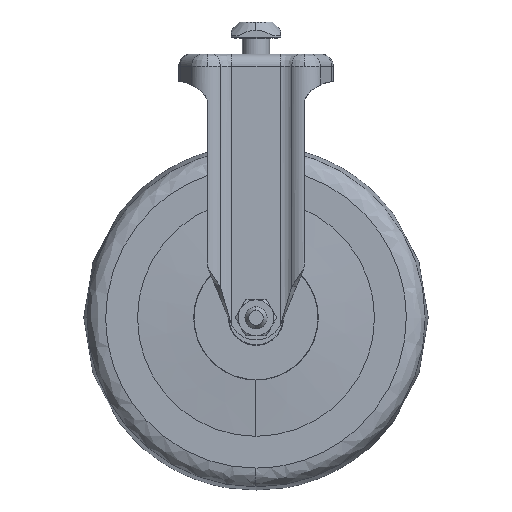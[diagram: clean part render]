
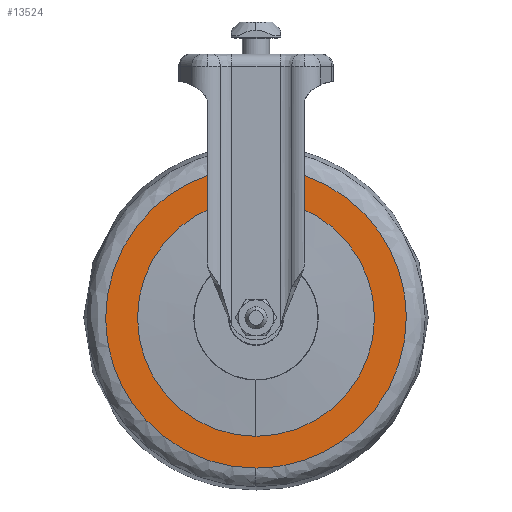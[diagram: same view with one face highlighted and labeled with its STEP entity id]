
A CAD part, front view. The second image highlights one B-rep face of the part: STEP entity #13524.
In plain terms, the highlighted planar face has unit normal (0, -1, 0).
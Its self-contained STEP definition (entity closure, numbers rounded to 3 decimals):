
#4 = EDGE_LOOP ( 'NONE', ( #2480, #15509 ) ) ;
#139 = CARTESIAN_POINT ( 'NONE',  ( 31.878, -16., -149.919 ) ) ;
#192 = AXIS2_PLACEMENT_3D ( 'NONE', #7687, #15424, #2374 ) ;
#712 = EDGE_CURVE ( 'NONE', #13968, #3222, #17002, .T. ) ;
#971 = AXIS2_PLACEMENT_3D ( 'NONE', #7738, #14271, #11536 ) ;
#1052 = CARTESIAN_POINT ( 'NONE',  ( 54.419, -16., -63.622 ) ) ;
#1160 = CARTESIAN_POINT ( 'NONE',  ( -31.878, -16., -149.919 ) ) ;
#1362 = CARTESIAN_POINT ( 'NONE',  ( 0., -16., -95.5 ) ) ;
#1753 = CARTESIAN_POINT ( 'NONE',  ( 0., -16., -138.417 ) ) ;
#1791 = CARTESIAN_POINT ( 'NONE',  ( 0., -16., -41.081 ) ) ;
#1917 = ORIENTED_EDGE ( 'NONE', *, *, #13634, .F. ) ;
#2374 = DIRECTION ( 'NONE',  ( 0., 0., 1. ) ) ;
#2480 = ORIENTED_EDGE ( 'NONE', *, *, #11638, .F. ) ;
#2806 = CARTESIAN_POINT ( 'NONE',  ( -54.419, -16., -63.622 ) ) ;
#3222 = VERTEX_POINT ( 'NONE', #1791 ) ;
#3325 = FACE_OUTER_BOUND ( 'NONE', #4243, .T. ) ;
#3453 = EDGE_CURVE ( 'NONE', #10889, #13968, #6717, .T. ) ;
#3762 = CARTESIAN_POINT ( 'NONE',  ( 0., -16., -41.081 ) ) ;
#4148 = CARTESIAN_POINT ( 'NONE',  ( -54.419, -16., -95.5 ) ) ;
#4243 = EDGE_LOOP ( 'NONE', ( #15134, #4300, #1917, #12272 ) ) ;
#4300 = ORIENTED_EDGE ( 'NONE', *, *, #11670, .F. ) ;
#4623 = VERTEX_POINT ( 'NONE', #11548 ) ;
#4941 = AXIS2_PLACEMENT_3D ( 'NONE', #1362, #13059, #14454 ) ;
#5185 = CARTESIAN_POINT ( 'NONE',  ( 0., -16., -52.583 ) ) ;
#5191 = CARTESIAN_POINT ( 'NONE',  ( 0., -16., -149.919 ) ) ;
#5506 = CARTESIAN_POINT ( 'NONE',  ( 0., -16., -149.919 ) ) ;
#5609 = CIRCLE ( 'NONE', #4941, 42.917 ) ;
#6340 = CARTESIAN_POINT ( 'NONE',  ( -54.419, -16., -95.5 ) ) ;
#6413 =( BOUNDED_CURVE ( )  B_SPLINE_CURVE ( 3, ( #3762, #12977, #1052, #10265 ),
 .UNSPECIFIED., .F., .F. ) 
 B_SPLINE_CURVE_WITH_KNOTS ( ( 4, 4 ),
 ( 0., 1. ),
 .UNSPECIFIED. ) 
 CURVE ( )  GEOMETRIC_REPRESENTATION_ITEM ( )  RATIONAL_B_SPLINE_CURVE ( ( 1., 0.805, 0.805, 1. ) ) 
 REPRESENTATION_ITEM ( '' )  );
#6449 = CIRCLE ( 'NONE', #192, 42.917 ) ;
#6717 =( BOUNDED_CURVE ( )  B_SPLINE_CURVE ( 3, ( #11764, #1160, #11829, #6340 ),
 .UNSPECIFIED., .F., .F. ) 
 B_SPLINE_CURVE_WITH_KNOTS ( ( 4, 4 ),
 ( 0., 1. ),
 .UNSPECIFIED. ) 
 CURVE ( )  GEOMETRIC_REPRESENTATION_ITEM ( )  RATIONAL_B_SPLINE_CURVE ( ( 1., 0.805, 0.805, 1. ) ) 
 REPRESENTATION_ITEM ( '' )  );
#6848 = FACE_BOUND ( 'NONE', #4, .T. ) ;
#7687 = CARTESIAN_POINT ( 'NONE',  ( 0., -16., -95.5 ) ) ;
#7738 = CARTESIAN_POINT ( 'NONE',  ( 0., -16., -95.5 ) ) ;
#8361 =( BOUNDED_CURVE ( )  B_SPLINE_CURVE ( 3, ( #14404, #12200, #139, #5506 ),
 .UNSPECIFIED., .F., .F. ) 
 B_SPLINE_CURVE_WITH_KNOTS ( ( 4, 4 ),
 ( 0., 1. ),
 .UNSPECIFIED. ) 
 CURVE ( )  GEOMETRIC_REPRESENTATION_ITEM ( )  RATIONAL_B_SPLINE_CURVE ( ( 1., 0.805, 0.805, 1. ) ) 
 REPRESENTATION_ITEM ( '' )  );
#9356 = VERTEX_POINT ( 'NONE', #5185 ) ;
#10213 = PLANE ( 'NONE',  #971 ) ;
#10265 = CARTESIAN_POINT ( 'NONE',  ( 54.419, -16., -95.5 ) ) ;
#10667 = VERTEX_POINT ( 'NONE', #1753 ) ;
#10889 = VERTEX_POINT ( 'NONE', #5191 ) ;
#11536 = DIRECTION ( 'NONE',  ( 0., 0., 1. ) ) ;
#11548 = CARTESIAN_POINT ( 'NONE',  ( 54.419, -16., -95.5 ) ) ;
#11638 = EDGE_CURVE ( 'NONE', #9356, #10667, #5609, .T. ) ;
#11670 = EDGE_CURVE ( 'NONE', #4623, #10889, #8361, .T. ) ;
#11764 = CARTESIAN_POINT ( 'NONE',  ( 0., -16., -149.919 ) ) ;
#11829 = CARTESIAN_POINT ( 'NONE',  ( -54.419, -16., -127.378 ) ) ;
#12053 = CARTESIAN_POINT ( 'NONE',  ( -31.878, -16., -41.081 ) ) ;
#12200 = CARTESIAN_POINT ( 'NONE',  ( 54.419, -16., -127.378 ) ) ;
#12272 = ORIENTED_EDGE ( 'NONE', *, *, #712, .F. ) ;
#12528 = EDGE_CURVE ( 'NONE', #10667, #9356, #6449, .T. ) ;
#12977 = CARTESIAN_POINT ( 'NONE',  ( 31.878, -16., -41.081 ) ) ;
#13059 = DIRECTION ( 'NONE',  ( 0., -1., 0. ) ) ;
#13369 = CARTESIAN_POINT ( 'NONE',  ( 0., -16., -41.081 ) ) ;
#13524 = ADVANCED_FACE ( 'NONE', ( #6848, #3325 ), #10213, .F. ) ;
#13634 = EDGE_CURVE ( 'NONE', #3222, #4623, #6413, .T. ) ;
#13968 = VERTEX_POINT ( 'NONE', #14675 ) ;
#14271 = DIRECTION ( 'NONE',  ( 0., 1., 0. ) ) ;
#14404 = CARTESIAN_POINT ( 'NONE',  ( 54.419, -16., -95.5 ) ) ;
#14454 = DIRECTION ( 'NONE',  ( 0., 0., 1. ) ) ;
#14675 = CARTESIAN_POINT ( 'NONE',  ( -54.419, -16., -95.5 ) ) ;
#15134 = ORIENTED_EDGE ( 'NONE', *, *, #3453, .F. ) ;
#15424 = DIRECTION ( 'NONE',  ( 0., -1., 0. ) ) ;
#15509 = ORIENTED_EDGE ( 'NONE', *, *, #12528, .F. ) ;
#17002 =( BOUNDED_CURVE ( )  B_SPLINE_CURVE ( 3, ( #4148, #2806, #12053, #13369 ),
 .UNSPECIFIED., .F., .T. ) 
 B_SPLINE_CURVE_WITH_KNOTS ( ( 4, 4 ),
 ( 0., 1. ),
 .UNSPECIFIED. ) 
 CURVE ( )  GEOMETRIC_REPRESENTATION_ITEM ( )  RATIONAL_B_SPLINE_CURVE ( ( 1., 0.805, 0.805, 1. ) ) 
 REPRESENTATION_ITEM ( '' )  );
